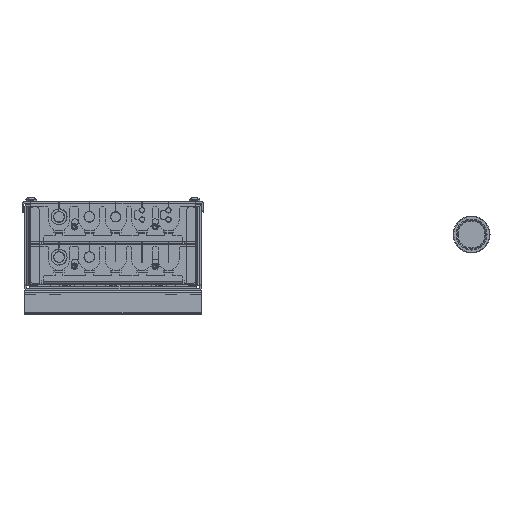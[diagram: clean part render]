
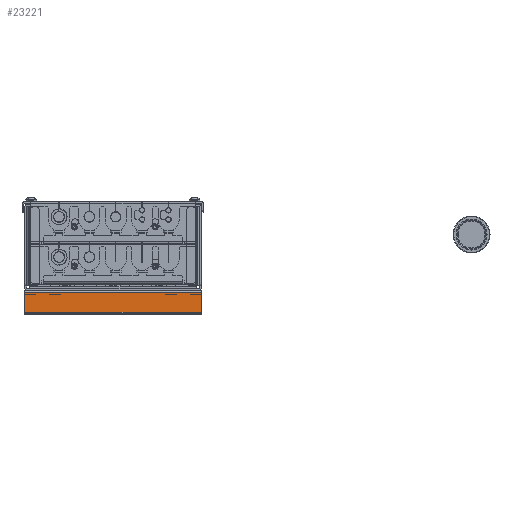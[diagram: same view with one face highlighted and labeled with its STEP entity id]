
A CAD part, front view. The second image highlights one B-rep face of the part: STEP entity #23221.
In plain terms, the highlighted planar face has unit normal (0, -1, 0).
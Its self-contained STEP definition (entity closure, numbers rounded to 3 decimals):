
#23221=ADVANCED_FACE('',(#28392),#26599,.T.);
#26599=PLANE('',#77879);
#28392=FACE_OUTER_BOUND('',#31582,.T.);
#31582=EDGE_LOOP('',(#35949,#35950,#35951,#35952));
#35949=ORIENTED_EDGE('',*,*,#58521,.T.);
#35950=ORIENTED_EDGE('',*,*,#58510,.T.);
#35951=ORIENTED_EDGE('',*,*,#58522,.T.);
#35952=ORIENTED_EDGE('',*,*,#58523,.T.);
#52848=VERTEX_POINT('',#100417);
#52849=VERTEX_POINT('',#100419);
#52855=VERTEX_POINT('',#100437);
#52856=VERTEX_POINT('',#100441);
#58510=EDGE_CURVE('',#52849,#52848,#66985,.T.);
#58521=EDGE_CURVE('',#52855,#52849,#66993,.T.);
#58522=EDGE_CURVE('',#52848,#52856,#66994,.T.);
#58523=EDGE_CURVE('',#52856,#52855,#66995,.T.);
#66985=LINE('',#100418,#72377);
#66993=LINE('',#100438,#72385);
#66994=LINE('',#100440,#72386);
#66995=LINE('',#100442,#72387);
#72377=VECTOR('',#83880,1.);
#72385=VECTOR('',#83898,1.);
#72386=VECTOR('',#83901,1.);
#72387=VECTOR('',#83902,1.);
#77879=AXIS2_PLACEMENT_3D('',#100443,#83903,#83904);
#83880=DIRECTION('',(0.,0.,-1.));
#83898=DIRECTION('',(-1.,0.,0.));
#83901=DIRECTION('',(1.,0.,0.));
#83902=DIRECTION('',(0.,0.,1.));
#83903=DIRECTION('',(0.,-1.,0.));
#83904=DIRECTION('',(0.,0.,1.));
#100417=CARTESIAN_POINT('',(-281.5,1123.5,-47.1));
#100418=CARTESIAN_POINT('',(-281.5,1123.5,-32.2));
#100419=CARTESIAN_POINT('',(-281.5,1123.5,-32.2));
#100437=CARTESIAN_POINT('',(-147.5,1123.5,-32.2));
#100438=CARTESIAN_POINT('',(-147.5,1123.5,-32.2));
#100440=CARTESIAN_POINT('',(-281.5,1123.5,-47.1));
#100441=CARTESIAN_POINT('',(-147.5,1123.5,-47.1));
#100442=CARTESIAN_POINT('',(-147.5,1123.5,-47.1));
#100443=CARTESIAN_POINT('',(-147.5,1123.5,-47.6));
